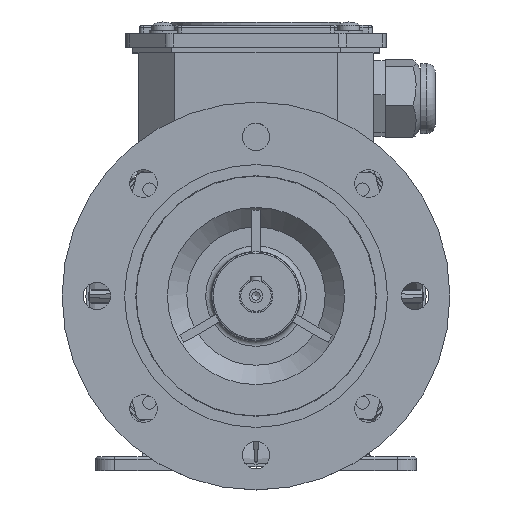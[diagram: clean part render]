
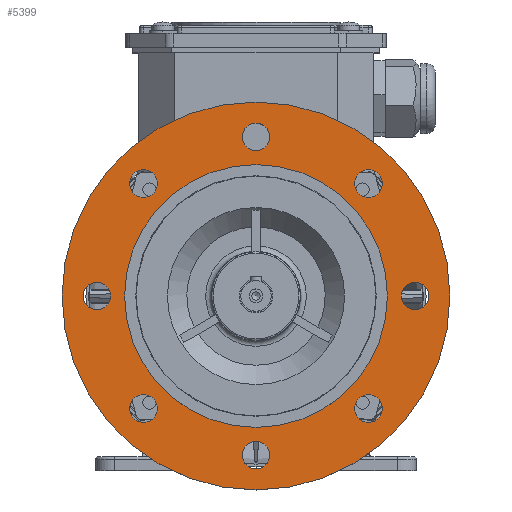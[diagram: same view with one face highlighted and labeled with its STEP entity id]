
A CAD part, top view. The second image highlights one B-rep face of the part: STEP entity #5399.
In plain terms, the highlighted planar face has unit normal (0, 0, 1).
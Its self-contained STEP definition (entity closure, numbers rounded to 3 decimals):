
#1030=FACE_BOUND('',#8954,.T.);
#1031=FACE_BOUND('',#8955,.T.);
#1032=FACE_BOUND('',#8956,.T.);
#1033=FACE_BOUND('',#8957,.T.);
#1034=FACE_BOUND('',#8958,.T.);
#1035=FACE_BOUND('',#8959,.T.);
#1036=FACE_BOUND('',#8960,.T.);
#1037=FACE_BOUND('',#8961,.T.);
#1038=FACE_BOUND('',#8962,.T.);
#1039=FACE_BOUND('',#8963,.T.);
#3052=PLANE('',#34898);
#5399=ADVANCED_FACE('',(#1030,#1031,#1032,#1033,#1034,#1035,#1036,#1037,
#1038,#1039),#3052,.T.);
#8954=EDGE_LOOP('',(#16892));
#8955=EDGE_LOOP('',(#16893));
#8956=EDGE_LOOP('',(#16894));
#8957=EDGE_LOOP('',(#16895));
#8958=EDGE_LOOP('',(#16896));
#8959=EDGE_LOOP('',(#16897));
#8960=EDGE_LOOP('',(#16898));
#8961=EDGE_LOOP('',(#16899));
#8962=EDGE_LOOP('',(#16900));
#8963=EDGE_LOOP('',(#16901));
#16892=ORIENTED_EDGE('',*,*,#25415,.T.);
#16893=ORIENTED_EDGE('',*,*,#25416,.T.);
#16894=ORIENTED_EDGE('',*,*,#25417,.T.);
#16895=ORIENTED_EDGE('',*,*,#25287,.T.);
#16896=ORIENTED_EDGE('',*,*,#25086,.T.);
#16897=ORIENTED_EDGE('',*,*,#25324,.T.);
#16898=ORIENTED_EDGE('',*,*,#25084,.T.);
#16899=ORIENTED_EDGE('',*,*,#25089,.T.);
#16900=ORIENTED_EDGE('',*,*,#25418,.T.);
#16901=ORIENTED_EDGE('',*,*,#25321,.T.);
#20373=VERTEX_POINT('',#56825);
#20375=VERTEX_POINT('',#56830);
#20377=VERTEX_POINT('',#56836);
#20523=VERTEX_POINT('',#58082);
#20545=VERTEX_POINT('',#58208);
#20547=VERTEX_POINT('',#58214);
#20603=VERTEX_POINT('',#58715);
#20604=VERTEX_POINT('',#58718);
#20605=VERTEX_POINT('',#58720);
#20606=VERTEX_POINT('',#58722);
#25084=EDGE_CURVE('',#20373,#20373,#26566,.T.);
#25086=EDGE_CURVE('',#20375,#20375,#26568,.T.);
#25089=EDGE_CURVE('',#20377,#20377,#26571,.T.);
#25287=EDGE_CURVE('',#20523,#20523,#26624,.T.);
#25321=EDGE_CURVE('',#20545,#20545,#26634,.T.);
#25324=EDGE_CURVE('',#20547,#20547,#26637,.T.);
#25415=EDGE_CURVE('',#20603,#20603,#26664,.T.);
#25416=EDGE_CURVE('',#20604,#20604,#26665,.T.);
#25417=EDGE_CURVE('',#20605,#20605,#26666,.T.);
#25418=EDGE_CURVE('',#20606,#20606,#26667,.T.);
#26566=CIRCLE('',#34701,5.);
#26568=CIRCLE('',#34704,5.);
#26571=CIRCLE('',#34708,5.);
#26624=CIRCLE('',#34811,5.);
#26634=CIRCLE('',#34832,5.);
#26637=CIRCLE('',#34836,5.);
#26664=CIRCLE('',#34893,70.1);
#26665=CIRCLE('',#34895,47.5);
#26666=CIRCLE('',#34896,5.);
#26667=CIRCLE('',#34897,5.);
#34701=AXIS2_PLACEMENT_3D('',#56824,#42315,#42316);
#34704=AXIS2_PLACEMENT_3D('',#56829,#42321,#42322);
#34708=AXIS2_PLACEMENT_3D('',#56835,#42329,#42330);
#34811=AXIS2_PLACEMENT_3D('',#58081,#42572,#42573);
#34832=AXIS2_PLACEMENT_3D('',#58207,#42629,#42630);
#34836=AXIS2_PLACEMENT_3D('',#58213,#42637,#42638);
#34893=AXIS2_PLACEMENT_3D('',#58714,#42773,#42774);
#34895=AXIS2_PLACEMENT_3D('',#58717,#42777,#42778);
#34896=AXIS2_PLACEMENT_3D('',#58719,#42779,#42780);
#34897=AXIS2_PLACEMENT_3D('',#58721,#42781,#42782);
#34898=AXIS2_PLACEMENT_3D('',#58723,#42783,#42784);
#42315=DIRECTION('',(0.,0.,-1.));
#42316=DIRECTION('',(0.,-1.,0.));
#42321=DIRECTION('',(0.,0.,-1.));
#42322=DIRECTION('',(1.,0.,0.));
#42329=DIRECTION('',(0.,0.,-1.));
#42330=DIRECTION('',(-0.707,-0.707,0.));
#42572=DIRECTION('',(0.,0.,-1.));
#42573=DIRECTION('',(0.707,0.707,0.));
#42629=DIRECTION('',(0.,0.,-1.));
#42630=DIRECTION('',(-0.707,0.707,0.));
#42637=DIRECTION('',(0.,0.,-1.));
#42638=DIRECTION('',(0.707,-0.707,0.));
#42773=DIRECTION('',(0.,0.,1.));
#42774=DIRECTION('',(0.,-1.,0.));
#42777=DIRECTION('',(0.,0.,-1.));
#42778=DIRECTION('',(0.,-1.,0.));
#42779=DIRECTION('',(0.,0.,-1.));
#42780=DIRECTION('',(0.,1.,0.));
#42781=DIRECTION('',(0.,0.,-1.));
#42782=DIRECTION('',(-1.,0.,0.));
#42783=DIRECTION('',(0.,0.,1.));
#42784=DIRECTION('',(0.,1.,0.));
#56824=CARTESIAN_POINT('',(56.895,-2.404,42.223));
#56825=CARTESIAN_POINT('',(56.895,-7.404,42.223));
#56829=CARTESIAN_POINT('',(56.895,78.913,42.223));
#56830=CARTESIAN_POINT('',(61.895,78.913,42.223));
#56835=CARTESIAN_POINT('',(16.237,-19.245,42.223));
#56836=CARTESIAN_POINT('',(12.701,-22.781,42.223));
#58081=CARTESIAN_POINT('',(16.237,95.755,42.223));
#58082=CARTESIAN_POINT('',(19.772,99.29,42.223));
#58207=CARTESIAN_POINT('',(-41.263,38.255,42.223));
#58208=CARTESIAN_POINT('',(-44.799,41.79,42.223));
#58213=CARTESIAN_POINT('',(73.737,38.255,42.223));
#58214=CARTESIAN_POINT('',(77.272,34.719,42.223));
#58714=CARTESIAN_POINT('',(16.237,38.255,42.223));
#58715=CARTESIAN_POINT('',(16.237,-31.845,42.223));
#58717=CARTESIAN_POINT('',(16.237,38.255,42.223));
#58718=CARTESIAN_POINT('',(16.237,-9.245,42.223));
#58719=CARTESIAN_POINT('',(-24.422,78.913,42.223));
#58720=CARTESIAN_POINT('',(-24.422,83.913,42.223));
#58721=CARTESIAN_POINT('',(-24.422,-2.404,42.223));
#58722=CARTESIAN_POINT('',(-29.422,-2.404,42.223));
#58723=CARTESIAN_POINT('',(93.347,-38.855,42.223));
